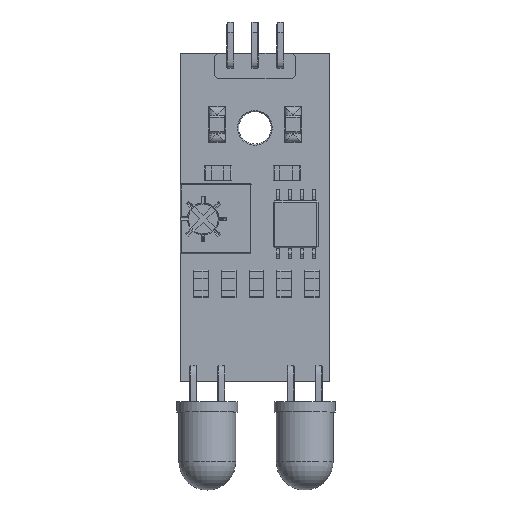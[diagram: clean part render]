
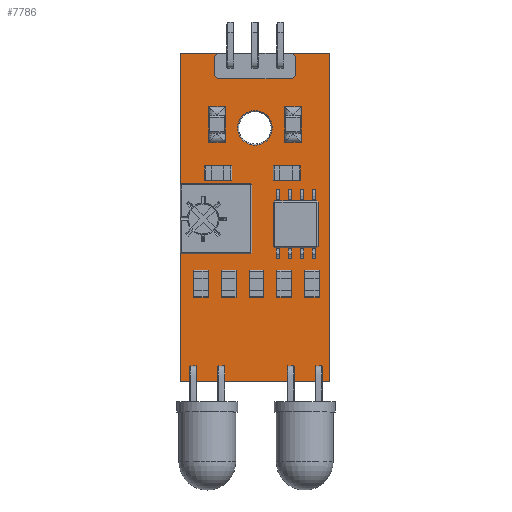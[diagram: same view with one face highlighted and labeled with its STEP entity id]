
A CAD part, top view. The second image highlights one B-rep face of the part: STEP entity #7786.
In plain terms, the highlighted planar face has unit normal (0, 0, 1).
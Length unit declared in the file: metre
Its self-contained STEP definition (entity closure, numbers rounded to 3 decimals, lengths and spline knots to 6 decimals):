
#631=CIRCLE('',#8789,0.00165);
#1661=ORIENTED_EDGE('',*,*,#3317,.T.);
#1662=ORIENTED_EDGE('',*,*,#3307,.F.);
#1663=ORIENTED_EDGE('',*,*,#3311,.F.);
#1664=ORIENTED_EDGE('',*,*,#3314,.T.);
#1665=ORIENTED_EDGE('',*,*,#3316,.T.);
#3307=EDGE_CURVE('',#4200,#4201,#4925,.T.);
#3311=EDGE_CURVE('',#4203,#4200,#4929,.T.);
#3314=EDGE_CURVE('',#4203,#4205,#4932,.T.);
#3316=EDGE_CURVE('',#4205,#4201,#4934,.T.);
#3317=EDGE_CURVE('',#4206,#4206,#631,.F.);
#4200=VERTEX_POINT('',#14360);
#4201=VERTEX_POINT('',#14362);
#4203=VERTEX_POINT('',#14368);
#4205=VERTEX_POINT('',#14374);
#4206=VERTEX_POINT('',#14381);
#4925=LINE('',#14361,#5714);
#4929=LINE('',#14369,#5718);
#4932=LINE('',#14375,#5721);
#4934=LINE('',#14378,#5723);
#5714=VECTOR('',#9952,1.);
#5718=VECTOR('',#9958,1.);
#5721=VECTOR('',#9963,1.);
#5723=VECTOR('',#9967,1.);
#6377=EDGE_LOOP('',(#1661));
#6378=EDGE_LOOP('',(#1662,#1663,#1664,#1665));
#6892=FACE_BOUND('',#6377,.T.);
#6893=FACE_BOUND('',#6378,.T.);
#7351=PLANE('',#8788);
#7786=ADVANCED_FACE('',(#6892,#6893),#7351,.T.);
#8788=AXIS2_PLACEMENT_3D('',#14379,#9968,#9969);
#8789=AXIS2_PLACEMENT_3D('',#14380,#9970,#9971);
#9952=DIRECTION('',(0.,1.,0.));
#9958=DIRECTION('',(-1.,0.,0.));
#9963=DIRECTION('',(0.,1.,0.));
#9967=DIRECTION('',(-1.,0.,0.));
#9968=DIRECTION('',(0.,0.,1.));
#9969=DIRECTION('',(-1.,0.,0.));
#9970=DIRECTION('',(0.,0.,1.));
#9971=DIRECTION('',(-1.,0.,0.));
#14360=CARTESIAN_POINT('',(-0.007276,-0.012998,0.0015));
#14361=CARTESIAN_POINT('',(-0.007276,0.002552,0.0015));
#14362=CARTESIAN_POINT('',(-0.007276,0.018402,0.0015));
#14368=CARTESIAN_POINT('',(0.007024,-0.012998,0.0015));
#14369=CARTESIAN_POINT('',(-0.000126,-0.012998,0.0015));
#14374=CARTESIAN_POINT('',(0.007024,0.018402,0.0015));
#14375=CARTESIAN_POINT('',(0.007024,0.002702,0.0015));
#14378=CARTESIAN_POINT('',(-0.000126,0.018402,0.0015));
#14379=CARTESIAN_POINT('',(0.000598,0.002702,0.0015));
#14380=CARTESIAN_POINT('',(-0.000126,0.011252,0.0015));
#14381=CARTESIAN_POINT('',(-0.001776,0.011252,0.0015));
